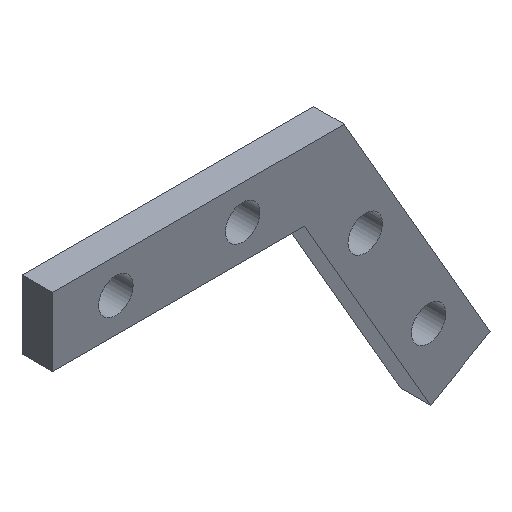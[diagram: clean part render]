
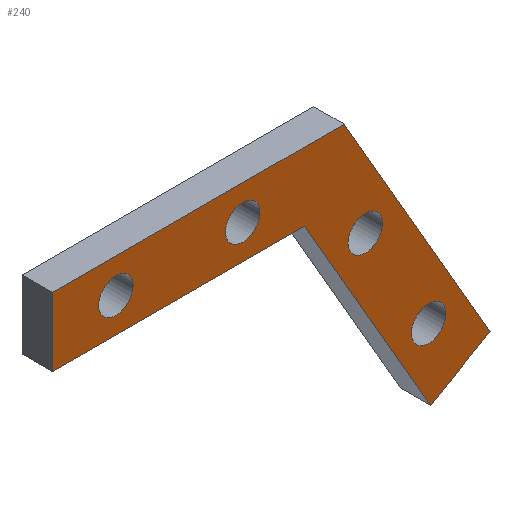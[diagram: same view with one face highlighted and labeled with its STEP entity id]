
A CAD part, isometric view. The second image highlights one B-rep face of the part: STEP entity #240.
In plain terms, the highlighted planar face has unit normal (0, -1, 0).
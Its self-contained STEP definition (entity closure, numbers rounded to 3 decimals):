
#19=FACE_BOUND('',#59,.T.);
#20=FACE_BOUND('',#60,.T.);
#21=FACE_BOUND('',#61,.T.);
#22=FACE_BOUND('',#62,.T.);
#30=PLANE('',#280);
#42=FACE_OUTER_BOUND('',#58,.T.);
#58=EDGE_LOOP('',(#215,#216,#217,#218,#219,#220));
#59=EDGE_LOOP('',(#221));
#60=EDGE_LOOP('',(#222));
#61=EDGE_LOOP('',(#223));
#62=EDGE_LOOP('',(#224));
#67=LINE('',#373,#89);
#71=LINE('',#381,#93);
#74=LINE('',#387,#96);
#77=LINE('',#393,#99);
#80=LINE('',#399,#102);
#83=LINE('',#404,#105);
#89=VECTOR('',#313,1000.);
#93=VECTOR('',#319,1000.);
#96=VECTOR('',#324,1000.);
#99=VECTOR('',#329,1000.);
#102=VECTOR('',#334,1000.);
#105=VECTOR('',#339,1000.);
#107=CIRCLE('',#262,3.4);
#109=CIRCLE('',#265,3.4);
#111=CIRCLE('',#268,3.4);
#113=CIRCLE('',#271,3.4);
#115=VERTEX_POINT('',#347);
#117=VERTEX_POINT('',#353);
#119=VERTEX_POINT('',#359);
#121=VERTEX_POINT('',#365);
#123=VERTEX_POINT('',#371);
#124=VERTEX_POINT('',#372);
#127=VERTEX_POINT('',#380);
#129=VERTEX_POINT('',#386);
#131=VERTEX_POINT('',#392);
#133=VERTEX_POINT('',#398);
#135=EDGE_CURVE('',#115,#115,#107,.T.);
#138=EDGE_CURVE('',#117,#117,#109,.T.);
#141=EDGE_CURVE('',#119,#119,#111,.T.);
#144=EDGE_CURVE('',#121,#121,#113,.T.);
#147=EDGE_CURVE('',#123,#124,#67,.T.);
#151=EDGE_CURVE('',#124,#127,#71,.T.);
#154=EDGE_CURVE('',#127,#129,#74,.T.);
#157=EDGE_CURVE('',#129,#131,#77,.T.);
#160=EDGE_CURVE('',#131,#133,#80,.T.);
#163=EDGE_CURVE('',#133,#123,#83,.T.);
#215=ORIENTED_EDGE('',*,*,#147,.F.);
#216=ORIENTED_EDGE('',*,*,#163,.F.);
#217=ORIENTED_EDGE('',*,*,#160,.F.);
#218=ORIENTED_EDGE('',*,*,#157,.F.);
#219=ORIENTED_EDGE('',*,*,#154,.F.);
#220=ORIENTED_EDGE('',*,*,#151,.F.);
#221=ORIENTED_EDGE('',*,*,#135,.T.);
#222=ORIENTED_EDGE('',*,*,#138,.T.);
#223=ORIENTED_EDGE('',*,*,#141,.T.);
#224=ORIENTED_EDGE('',*,*,#144,.T.);
#240=ADVANCED_FACE('',(#42,#19,#20,#21,#22),#30,.F.);
#262=AXIS2_PLACEMENT_3D('',#348,#285,#286);
#265=AXIS2_PLACEMENT_3D('',#354,#292,#293);
#268=AXIS2_PLACEMENT_3D('',#360,#299,#300);
#271=AXIS2_PLACEMENT_3D('',#366,#306,#307);
#280=AXIS2_PLACEMENT_3D('',#407,#343,#344);
#285=DIRECTION('center_axis',(0.,1.,0.));
#286=DIRECTION('ref_axis',(0.,0.,1.));
#292=DIRECTION('center_axis',(0.,1.,0.));
#293=DIRECTION('ref_axis',(0.,0.,1.));
#299=DIRECTION('center_axis',(0.,1.,0.));
#300=DIRECTION('ref_axis',(0.,0.,1.));
#306=DIRECTION('center_axis',(0.,1.,0.));
#307=DIRECTION('ref_axis',(0.,0.,1.));
#313=DIRECTION('',(0.5,0.,-0.866));
#319=DIRECTION('',(-0.866,0.,-0.5));
#324=DIRECTION('',(-0.5,0.,0.866));
#329=DIRECTION('',(-1.,0.,0.));
#334=DIRECTION('',(0.,0.,1.));
#339=DIRECTION('',(1.,0.,0.));
#343=DIRECTION('center_axis',(0.,1.,0.));
#344=DIRECTION('ref_axis',(0.,0.,1.));
#347=CARTESIAN_POINT('',(-45.,0.,-10.15));
#348=CARTESIAN_POINT('Origin',(-45.,0.,-6.75));
#353=CARTESIAN_POINT('',(-20.,0.,-10.15));
#354=CARTESIAN_POINT('Origin',(-20.,0.,-6.75));
#359=CARTESIAN_POINT('',(4.154,0.,-24.096));
#360=CARTESIAN_POINT('Origin',(4.154,0.,-20.696));
#365=CARTESIAN_POINT('',(16.654,0.,-45.746));
#366=CARTESIAN_POINT('Origin',(16.654,0.,-42.346));
#371=CARTESIAN_POINT('',(0.,0.,0.));
#372=CARTESIAN_POINT('',(28.75,0.,-49.796));
#373=CARTESIAN_POINT('',(28.75,0.,-49.796));
#380=CARTESIAN_POINT('',(17.059,0.,-56.546));
#381=CARTESIAN_POINT('',(17.059,0.,-56.546));
#386=CARTESIAN_POINT('',(-7.794,0.,-13.5));
#387=CARTESIAN_POINT('',(-7.794,0.,-13.5));
#392=CARTESIAN_POINT('',(-57.5,0.,-13.5));
#393=CARTESIAN_POINT('',(-57.5,0.,-13.5));
#398=CARTESIAN_POINT('',(-57.5,0.,0.));
#399=CARTESIAN_POINT('',(-57.5,0.,0.));
#404=CARTESIAN_POINT('',(0.,0.,0.));
#407=CARTESIAN_POINT('Origin',(28.75,0.,-49.796));
